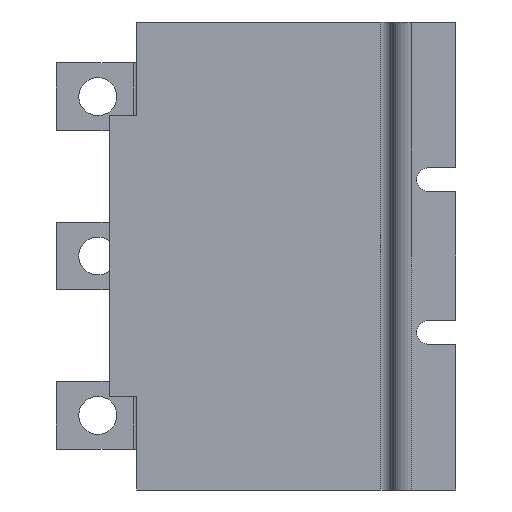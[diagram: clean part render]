
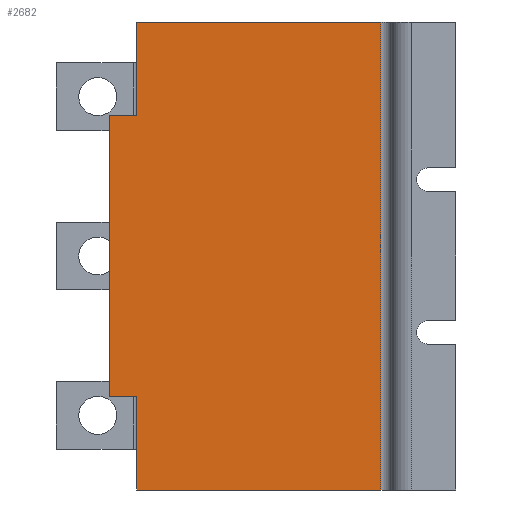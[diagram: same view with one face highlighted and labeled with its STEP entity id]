
A CAD part, left-side view. The second image highlights one B-rep face of the part: STEP entity #2682.
In plain terms, the highlighted planar face has unit normal (-1, 0, 0).
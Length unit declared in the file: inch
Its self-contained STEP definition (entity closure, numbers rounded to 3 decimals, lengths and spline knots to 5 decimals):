
#681 = LINE ( 'NONE', #10454, #6116 ) ;
#1642 = CARTESIAN_POINT ( 'NONE',  ( -0.11811, 1.65354, -1.63386 ) ) ;
#1672 = VECTOR ( 'NONE', #3915, 39.37008 ) ;
#2315 = CARTESIAN_POINT ( 'NONE',  ( -0.11811, 1.65354, -1.63386 ) ) ;
#2605 = VECTOR ( 'NONE', #17427, 39.37008 ) ;
#2647 = EDGE_CURVE ( 'NONE', #5417, #7995, #5530, .T. ) ;
#2682 = ADVANCED_FACE ( 'NONE', ( #11839 ), #7947, .T. ) ;
#2938 = CARTESIAN_POINT ( 'NONE',  ( -0.11811, 1.33858, -1.63386 ) ) ;
#2942 = LINE ( 'NONE', #9043, #10364 ) ;
#3081 = EDGE_CURVE ( 'NONE', #7995, #15251, #5885, .T. ) ;
#3668 = DIRECTION ( 'NONE',  ( 0., 1., 0. ) ) ;
#3893 = LINE ( 'NONE', #2315, #11741 ) ;
#3915 = DIRECTION ( 'NONE',  ( 0., 0., -1. ) ) ;
#3986 = CARTESIAN_POINT ( 'NONE',  ( -0.11811, 1.33858, 2.71654 ) ) ;
#4103 = CARTESIAN_POINT ( 'NONE',  ( -0.11811, 1.33858, 1.63386 ) ) ;
#4198 = EDGE_CURVE ( 'NONE', #10535, #5417, #681, .T. ) ;
#4274 = LINE ( 'NONE', #3986, #1672 ) ;
#4783 = DIRECTION ( 'NONE',  ( 0., 1., 0. ) ) ;
#4875 = EDGE_CURVE ( 'NONE', #11420, #10535, #3893, .T. ) ;
#5417 = VERTEX_POINT ( 'NONE', #10613 ) ;
#5530 = LINE ( 'NONE', #10667, #14681 ) ;
#5885 = LINE ( 'NONE', #10461, #2605 ) ;
#6116 = VECTOR ( 'NONE', #6263, 39.37008 ) ;
#6263 = DIRECTION ( 'NONE',  ( 0., 0., -1. ) ) ;
#6647 = DIRECTION ( 'NONE',  ( 0., -1., 0. ) ) ;
#6857 = ORIENTED_EDGE ( 'NONE', *, *, #12267, .T. ) ;
#6963 = ORIENTED_EDGE ( 'NONE', *, *, #11805, .T. ) ;
#7310 = CARTESIAN_POINT ( 'NONE',  ( -0.11811, -1.49606, -2.71654 ) ) ;
#7764 = DIRECTION ( 'NONE',  ( -1., 0., 0. ) ) ;
#7947 = PLANE ( 'NONE',  #15142 ) ;
#7995 = VERTEX_POINT ( 'NONE', #7310 ) ;
#8749 = ORIENTED_EDGE ( 'NONE', *, *, #2647, .T. ) ;
#9043 = CARTESIAN_POINT ( 'NONE',  ( -0.11811, 1.65354, 2.71654 ) ) ;
#9149 = DIRECTION ( 'NONE',  ( 0., 0., 1. ) ) ;
#9358 = EDGE_CURVE ( 'NONE', #15251, #12056, #2942, .T. ) ;
#9445 = CARTESIAN_POINT ( 'NONE',  ( -0.11811, 1.65354, 2.71654 ) ) ;
#10364 = VECTOR ( 'NONE', #3668, 39.37008 ) ;
#10454 = CARTESIAN_POINT ( 'NONE',  ( -0.11811, 1.33858, 2.71654 ) ) ;
#10461 = CARTESIAN_POINT ( 'NONE',  ( -0.11811, -1.49606, 2.71654 ) ) ;
#10535 = VERTEX_POINT ( 'NONE', #2938 ) ;
#10584 = CARTESIAN_POINT ( 'NONE',  ( -0.11811, 1.65354, 1.63386 ) ) ;
#10613 = CARTESIAN_POINT ( 'NONE',  ( -0.11811, 1.33858, -2.71654 ) ) ;
#10667 = CARTESIAN_POINT ( 'NONE',  ( -0.11811, 1.65354, -2.71654 ) ) ;
#11420 = VERTEX_POINT ( 'NONE', #1642 ) ;
#11441 = ORIENTED_EDGE ( 'NONE', *, *, #4875, .T. ) ;
#11721 = LINE ( 'NONE', #9445, #16340 ) ;
#11741 = VECTOR ( 'NONE', #14810, 39.37008 ) ;
#11805 = EDGE_CURVE ( 'NONE', #12056, #11852, #4274, .T. ) ;
#11839 = FACE_OUTER_BOUND ( 'NONE', #15418, .T. ) ;
#11852 = VERTEX_POINT ( 'NONE', #4103 ) ;
#12056 = VERTEX_POINT ( 'NONE', #15979 ) ;
#12225 = DIRECTION ( 'NONE',  ( 0., 0., -1. ) ) ;
#12267 = EDGE_CURVE ( 'NONE', #12648, #11420, #11721, .T. ) ;
#12648 = VERTEX_POINT ( 'NONE', #10584 ) ;
#13228 = ORIENTED_EDGE ( 'NONE', *, *, #14251, .T. ) ;
#14158 = ORIENTED_EDGE ( 'NONE', *, *, #9358, .T. ) ;
#14251 = EDGE_CURVE ( 'NONE', #11852, #12648, #14637, .T. ) ;
#14637 = LINE ( 'NONE', #16088, #17047 ) ;
#14681 = VECTOR ( 'NONE', #6647, 39.37008 ) ;
#14810 = DIRECTION ( 'NONE',  ( 0., -1., 0. ) ) ;
#15112 = CARTESIAN_POINT ( 'NONE',  ( -0.11811, -1.49606, 2.71654 ) ) ;
#15142 = AXIS2_PLACEMENT_3D ( 'NONE', #17752, #7764, #9149 ) ;
#15251 = VERTEX_POINT ( 'NONE', #15112 ) ;
#15418 = EDGE_LOOP ( 'NONE', ( #13228, #6857, #11441, #15570, #8749, #16245, #14158, #6963 ) ) ;
#15570 = ORIENTED_EDGE ( 'NONE', *, *, #4198, .T. ) ;
#15979 = CARTESIAN_POINT ( 'NONE',  ( -0.11811, 1.33858, 2.71654 ) ) ;
#16088 = CARTESIAN_POINT ( 'NONE',  ( -0.11811, 1.65354, 1.63386 ) ) ;
#16245 = ORIENTED_EDGE ( 'NONE', *, *, #3081, .T. ) ;
#16340 = VECTOR ( 'NONE', #12225, 39.37008 ) ;
#17047 = VECTOR ( 'NONE', #4783, 39.37008 ) ;
#17427 = DIRECTION ( 'NONE',  ( 0., 0., 1. ) ) ;
#17752 = CARTESIAN_POINT ( 'NONE',  ( -0.11811, 1.65354, 2.71654 ) ) ;
